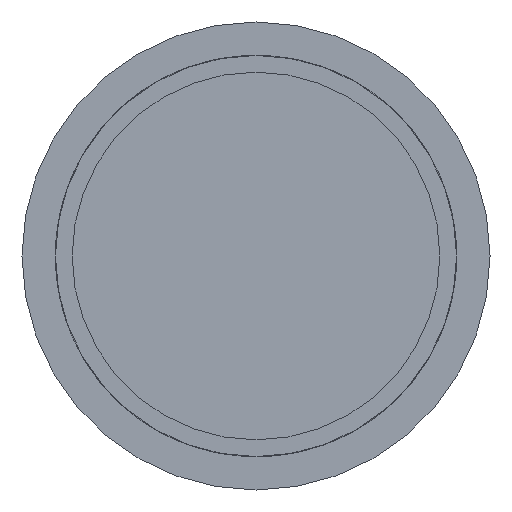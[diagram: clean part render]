
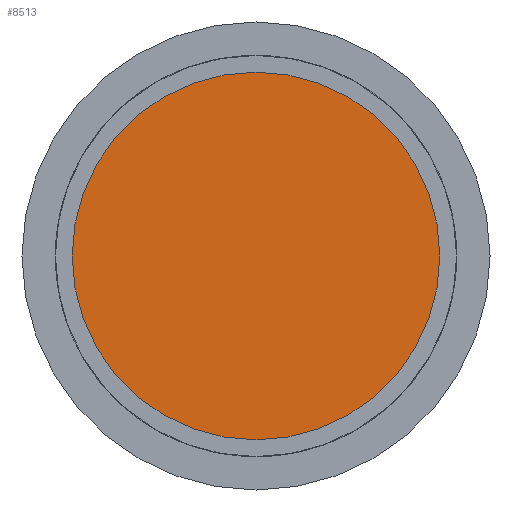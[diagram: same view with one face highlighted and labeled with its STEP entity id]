
A CAD part, left-side view. The second image highlights one B-rep face of the part: STEP entity #8513.
In plain terms, the highlighted planar face has unit normal (-1, 0, 0).
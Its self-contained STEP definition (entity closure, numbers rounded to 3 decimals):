
#3348=CARTESIAN_POINT('',(-12.5,0.,0.));
#3349=DIRECTION('',(-1.,0.,0.));
#3350=DIRECTION('',(0.,-1.,0.));
#3351=AXIS2_PLACEMENT_3D('',#3348,#3349,#3350);
#3353=CARTESIAN_POINT('',(-12.5,0.,0.));
#3354=DIRECTION('',(-1.,0.,0.));
#3355=DIRECTION('',(0.,1.,0.));
#3356=AXIS2_PLACEMENT_3D('',#3353,#3354,#3355);
#3590=CARTESIAN_POINT('',(-12.5,-5.5,0.));
#3591=CARTESIAN_POINT('',(-12.5,5.5,0.));
#3592=VERTEX_POINT('',#3590);
#3593=VERTEX_POINT('',#3591);
#8504=CARTESIAN_POINT('',(-12.5,0.,0.));
#8505=DIRECTION('',(-1.,0.,0.));
#8506=DIRECTION('',(0.,-1.,0.));
#8507=AXIS2_PLACEMENT_3D('',#8504,#8505,#8506);
#8508=PLANE('',#8507);
#8509=ORIENTED_EDGE('',*,*,#8470,.F.);
#8510=ORIENTED_EDGE('',*,*,#8491,.F.);
#8511=EDGE_LOOP('',(#8509,#8510));
#8512=FACE_OUTER_BOUND('',#8511,.F.);
#3352=CIRCLE('',#3351,5.5);
#3357=CIRCLE('',#3356,5.5);
#8470=EDGE_CURVE('',#3592,#3593,#3352,.T.);
#8491=EDGE_CURVE('',#3593,#3592,#3357,.T.);
#8513=ADVANCED_FACE('',(#8512),#8508,.T.);
